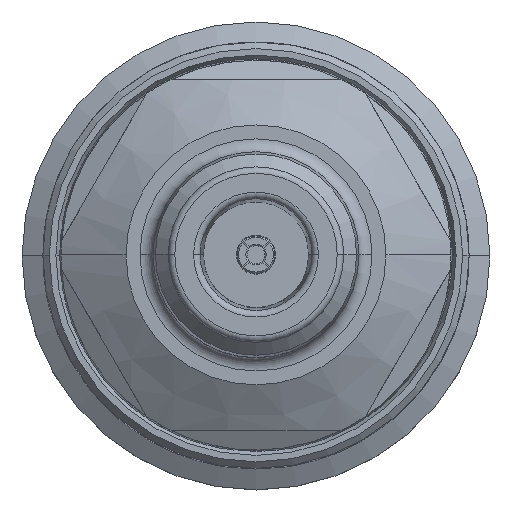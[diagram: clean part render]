
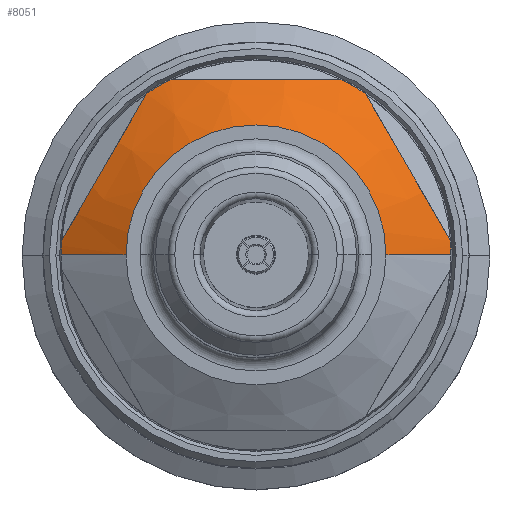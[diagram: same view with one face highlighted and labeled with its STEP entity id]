
A CAD part, top view. The second image highlights one B-rep face of the part: STEP entity #8051.
In plain terms, the highlighted conical face has half-angle 60 degrees and reference radius 15 mm.
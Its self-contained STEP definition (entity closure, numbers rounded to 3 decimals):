
#83 = B_SPLINE_CURVE_WITH_KNOTS ( 'NONE', 3,
 ( #12238, #13739, #11810, #11918, #10892, #9992, #10026, #9694, #8891, #8423 ),
 .UNSPECIFIED., .F., .F.,
 ( 4, 2, 2, 2, 4 ),
 ( 0., 0.003, 0.007, 0.01, 0.013 ),
 .UNSPECIFIED. ) ;
#338 = ORIENTED_EDGE ( 'NONE', *, *, #13014, .F. ) ;
#468 = VERTEX_POINT ( 'NONE', #10028 ) ;
#554 = CARTESIAN_POINT ( 'NONE',  ( 14.961, 1.088, -16.887 ) ) ;
#790 = ORIENTED_EDGE ( 'NONE', *, *, #11575, .T. ) ;
#853 = VERTEX_POINT ( 'NONE', #6402 ) ;
#1180 = AXIS2_PLACEMENT_3D ( 'NONE', #21194, #21190, #21170 ) ;
#1254 = VERTEX_POINT ( 'NONE', #3239 ) ;
#1276 = CARTESIAN_POINT ( 'NONE',  ( 0., 0., -16.887 ) ) ;
#1554 = CARTESIAN_POINT ( 'NONE',  ( -10., 0., -14. ) ) ;
#1772 = VERTEX_POINT ( 'NONE', #15659 ) ;
#1792 = ORIENTED_EDGE ( 'NONE', *, *, #2076, .T. ) ;
#1811 = EDGE_CURVE ( 'NONE', #10690, #468, #12719, .T. ) ;
#1909 = FACE_OUTER_BOUND ( 'NONE', #11480, .T. ) ;
#2076 = EDGE_CURVE ( 'NONE', #9619, #18963, #20221, .T. ) ;
#2328 = CARTESIAN_POINT ( 'NONE',  ( 0., 0., -16.887 ) ) ;
#2931 = DIRECTION ( 'NONE',  ( 1., 0., 0. ) ) ;
#2940 = VECTOR ( 'NONE', #18807, 1000. ) ;
#3239 = CARTESIAN_POINT ( 'NONE',  ( -15., 0., -16.887 ) ) ;
#3464 = EDGE_CURVE ( 'NONE', #10690, #20351, #18633, .T. ) ;
#3747 = ORIENTED_EDGE ( 'NONE', *, *, #1811, .T. ) ;
#3746 = EDGE_CURVE ( 'NONE', #1772, #1254, #17930, .T. ) ;
#3991 = DIRECTION ( 'NONE',  ( 1., 0., 0. ) ) ;
#4037 = ORIENTED_EDGE ( 'NONE', *, *, #19021, .T. ) ;
#4428 = DIRECTION ( 'NONE',  ( 0., 0., 1. ) ) ;
#4475 = CARTESIAN_POINT ( 'NONE',  ( 0., 0., -14. ) ) ;
#5689 = DIRECTION ( 'NONE',  ( -1., 0., 0. ) ) ;
#5769 = VERTEX_POINT ( 'NONE', #9435 ) ;
#6402 = CARTESIAN_POINT ( 'NONE',  ( -8.422, 12.412, -16.887 ) ) ;
#6828 = AXIS2_PLACEMENT_3D ( 'NONE', #4475, #4428, #10071 ) ;
#7445 = ORIENTED_EDGE ( 'NONE', *, *, #3746, .T. ) ;
#7734 = AXIS2_PLACEMENT_3D ( 'NONE', #1276, #12943, #2931 ) ;
#8051 = ADVANCED_FACE ( 'NONE', ( #1909 ), #19592, .T. ) ;
#8132 = CARTESIAN_POINT ( 'NONE',  ( 0., 0., -16.887 ) ) ;
#8302 = EDGE_CURVE ( 'NONE', #853, #1772, #83, .T. ) ;
#8383 = EDGE_CURVE ( 'NONE', #18963, #19269, #12392, .T. ) ;
#8423 = CARTESIAN_POINT ( 'NONE',  ( -14.961, 1.088, -16.887 ) ) ;
#8695 = AXIS2_PLACEMENT_3D ( 'NONE', #8132, #9159, #5689 ) ;
#8891 = CARTESIAN_POINT ( 'NONE',  ( -14.423, 2.019, -16.616 ) ) ;
#9159 = DIRECTION ( 'NONE',  ( 0., 0., -1. ) ) ;
#9435 = CARTESIAN_POINT ( 'NONE',  ( -6.538, 13.5, -16.887 ) ) ;
#9619 = VERTEX_POINT ( 'NONE', #554 ) ;
#9694 = CARTESIAN_POINT ( 'NONE',  ( -13.881, 2.958, -16.397 ) ) ;
#9775 = CARTESIAN_POINT ( 'NONE',  ( 8.422, 12.412, -16.887 ) ) ;
#9832 = CARTESIAN_POINT ( 'NONE',  ( 8.96, 11.481, -16.616 ) ) ;
#9979 = CARTESIAN_POINT ( 'NONE',  ( 9.502, 10.542, -16.397 ) ) ;
#9992 = CARTESIAN_POINT ( 'NONE',  ( -12.23, 5.818, -16.02 ) ) ;
#10026 = CARTESIAN_POINT ( 'NONE',  ( -12.786, 4.854, -16.099 ) ) ;
#10028 = CARTESIAN_POINT ( 'NONE',  ( 15., 0., -16.887 ) ) ;
#10071 = DIRECTION ( 'NONE',  ( 1., 0., 0. ) ) ;
#10075 = CARTESIAN_POINT ( 'NONE',  ( 10.597, 8.646, -16.099 ) ) ;
#10146 = CARTESIAN_POINT ( 'NONE',  ( 11.153, 7.682, -16.02 ) ) ;
#10188 = CARTESIAN_POINT ( 'NONE',  ( 12.253, 5.777, -16.022 ) ) ;
#10260 = CARTESIAN_POINT ( 'NONE',  ( 12.799, 4.831, -16.102 ) ) ;
#10286 = CARTESIAN_POINT ( 'NONE',  ( 14.961, 1.088, -16.887 ) ) ;
#10355 = CARTESIAN_POINT ( 'NONE',  ( 14.424, 2.017, -16.617 ) ) ;
#10413 = CARTESIAN_POINT ( 'NONE',  ( 13.885, 2.951, -16.399 ) ) ;
#10609 = AXIS2_PLACEMENT_3D ( 'NONE', #2328, #14009, #3991 ) ;
#10690 = VERTEX_POINT ( 'NONE', #14562 ) ;
#10892 = CARTESIAN_POINT ( 'NONE',  ( -11.129, 7.723, -16.022 ) ) ;
#11480 = EDGE_LOOP ( 'NONE', ( #20329, #3747, #12152, #1792, #18405, #790, #4037, #21103, #7445, #338 ) ) ;
#11575 = EDGE_CURVE ( 'NONE', #19269, #5769, #20625, .T. ) ;
#11810 = CARTESIAN_POINT ( 'NONE',  ( -9.498, 10.549, -16.399 ) ) ;
#11918 = CARTESIAN_POINT ( 'NONE',  ( -10.583, 8.669, -16.102 ) ) ;
#12152 = ORIENTED_EDGE ( 'NONE', *, *, #13393, .T. ) ;
#12238 = CARTESIAN_POINT ( 'NONE',  ( -8.422, 12.412, -16.887 ) ) ;
#12392 = CIRCLE ( 'NONE', #1180, 15. ) ;
#12626 = CIRCLE ( 'NONE', #10609, 15. ) ;
#12719 = LINE ( 'NONE', #15218, #15794 ) ;
#12752 = DIRECTION ( 'NONE',  ( 1., 0., 0. ) ) ;
#12782 = DIRECTION ( 'NONE',  ( 0., 0., 1. ) ) ;
#12824 = CARTESIAN_POINT ( 'NONE',  ( 0., 0., -16.887 ) ) ;
#12943 = DIRECTION ( 'NONE',  ( 0., 0., 1. ) ) ;
#13014 = EDGE_CURVE ( 'NONE', #20351, #1254, #20264, .T. ) ;
#13393 = EDGE_CURVE ( 'NONE', #468, #9619, #15335, .T. ) ;
#13621 = CARTESIAN_POINT ( 'NONE',  ( 8.422, 12.412, -16.887 ) ) ;
#13739 = CARTESIAN_POINT ( 'NONE',  ( -8.959, 11.483, -16.617 ) ) ;
#14009 = DIRECTION ( 'NONE',  ( 0., 0., 1. ) ) ;
#14562 = CARTESIAN_POINT ( 'NONE',  ( 10., 0., -14. ) ) ;
#14730 = CARTESIAN_POINT ( 'NONE',  ( 6.538, 13.5, -16.887 ) ) ;
#15218 = CARTESIAN_POINT ( 'NONE',  ( 15., 0., -16.887 ) ) ;
#15335 = CIRCLE ( 'NONE', #7734, 15. ) ;
#15622 = CARTESIAN_POINT ( 'NONE',  ( -6.538, 13.5, -16.887 ) ) ;
#15650 = CARTESIAN_POINT ( 'NONE',  ( -6.002, 13.5, -16.752 ) ) ;
#15659 = CARTESIAN_POINT ( 'NONE',  ( -14.961, 1.088, -16.887 ) ) ;
#15686 = CARTESIAN_POINT ( 'NONE',  ( -5.46, 13.5, -16.629 ) ) ;
#15712 = CARTESIAN_POINT ( 'NONE',  ( -4.375, 13.5, -16.415 ) ) ;
#15758 = CARTESIAN_POINT ( 'NONE',  ( -3.831, 13.5, -16.323 ) ) ;
#15794 = VECTOR ( 'NONE', #18770, 1000. ) ;
#15817 = CARTESIAN_POINT ( 'NONE',  ( -2.197, 13.5, -16.1 ) ) ;
#15836 = CARTESIAN_POINT ( 'NONE',  ( -1.102, 13.5, -16.021 ) ) ;
#15863 = CARTESIAN_POINT ( 'NONE',  ( 0.547, 13.5, -16.021 ) ) ;
#15887 = CARTESIAN_POINT ( 'NONE',  ( 1.098, 13.5, -16.04 ) ) ;
#15926 = CARTESIAN_POINT ( 'NONE',  ( 2.203, 13.5, -16.117 ) ) ;
#15954 = CARTESIAN_POINT ( 'NONE',  ( 2.757, 13.5, -16.176 ) ) ;
#15971 = CARTESIAN_POINT ( 'NONE',  ( 4.4, 13.5, -16.401 ) ) ;
#16067 = CARTESIAN_POINT ( 'NONE',  ( 5.476, 13.5, -16.619 ) ) ;
#16132 = CARTESIAN_POINT ( 'NONE',  ( 6.538, 13.5, -16.887 ) ) ;
#16423 = AXIS2_PLACEMENT_3D ( 'NONE', #12824, #12782, #12752 ) ;
#17096 = CARTESIAN_POINT ( 'NONE',  ( -15., 0., -16.887 ) ) ;
#17930 = CIRCLE ( 'NONE', #16423, 15. ) ;
#18405 = ORIENTED_EDGE ( 'NONE', *, *, #8383, .T. ) ;
#18633 = CIRCLE ( 'NONE', #6828, 10. ) ;
#18770 = DIRECTION ( 'NONE',  ( 0.866, 0., -0.5 ) ) ;
#18807 = DIRECTION ( 'NONE',  ( -0.866, 0., -0.5 ) ) ;
#18963 = VERTEX_POINT ( 'NONE', #13621 ) ;
#19021 = EDGE_CURVE ( 'NONE', #5769, #853, #12626, .T. ) ;
#19269 = VERTEX_POINT ( 'NONE', #14730 ) ;
#19592 = CONICAL_SURFACE ( 'NONE', #8695, 15., 1.047 ) ;
#20221 = B_SPLINE_CURVE_WITH_KNOTS ( 'NONE', 3,
 ( #10286, #10355, #10413, #10260, #10188, #10146, #10075, #9979, #9832, #9775 ),
 .UNSPECIFIED., .F., .F.,
 ( 4, 2, 2, 2, 4 ),
 ( 0., 0.003, 0.007, 0.01, 0.013 ),
 .UNSPECIFIED. ) ;
#20264 = LINE ( 'NONE', #17096, #2940 ) ;
#20329 = ORIENTED_EDGE ( 'NONE', *, *, #3464, .F. ) ;
#20351 = VERTEX_POINT ( 'NONE', #1554 ) ;
#20625 = B_SPLINE_CURVE_WITH_KNOTS ( 'NONE', 3,
 ( #16132, #16067, #15971, #15954, #15926, #15887, #15863, #15836, #15817, #15758, #15712, #15686, #15650, #15622 ),
 .UNSPECIFIED., .F., .F.,
 ( 4, 2, 2, 2, 2, 2, 4 ),
 ( 0.007, 0.011, 0.012, 0.014, 0.017, 0.019, 0.021 ),
 .UNSPECIFIED. ) ;
#21103 = ORIENTED_EDGE ( 'NONE', *, *, #8302, .T. ) ;
#21170 = DIRECTION ( 'NONE',  ( 1., 0., 0. ) ) ;
#21190 = DIRECTION ( 'NONE',  ( 0., 0., 1. ) ) ;
#21194 = CARTESIAN_POINT ( 'NONE',  ( 0., 0., -16.887 ) ) ;
